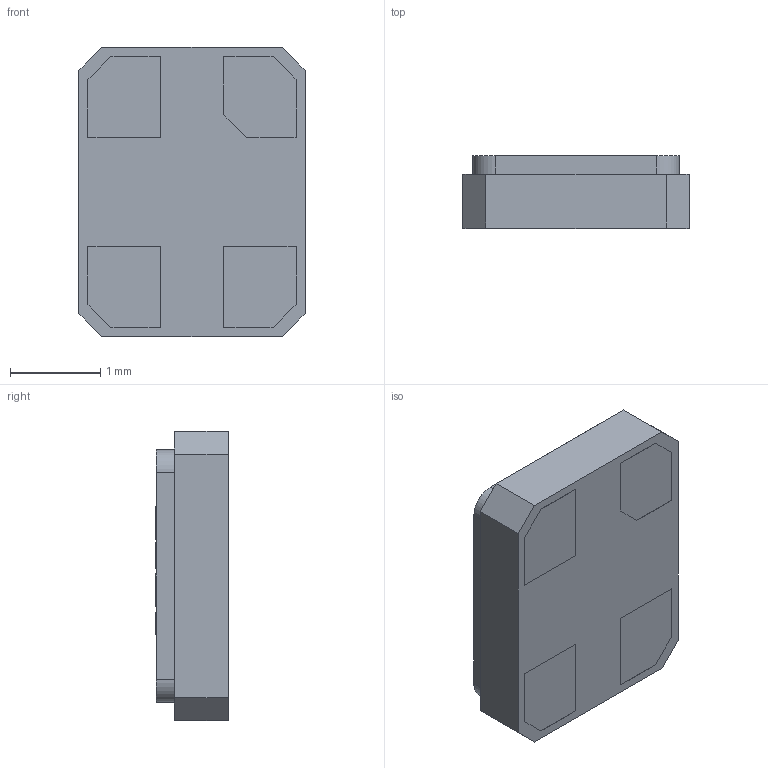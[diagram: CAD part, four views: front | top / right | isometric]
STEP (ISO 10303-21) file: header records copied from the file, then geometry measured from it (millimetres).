
FILE_DESCRIPTION (( 'STEP AP214' ), '1' );
FILE_NAME ('ABM8-156-20.000MHZ-T.STEP', '2021-11-13T05:32:53', ( '' ), ( '' ), 'SwSTEP 2.0', 'SolidWorks 2017', '' );
FILE_SCHEMA (( 'AUTOMOTIVE_DESIGN' ));
Length unit declared in the file: millimetre
Products named in the file (1): ABM8-156-20.000MHZ-T
Bounding box: 2.5 x 0.81 x 3.2 mm (x, y, z)
Volume: 6 mm3; surface area: 24.7 mm2
Topology: 5 solids, 5 shells, 115 faces, 279 edges, 179 vertices
Faces by surface type: plane 81, bspline 30, cylinder 4
Entity records: 6123 total; most frequent: CARTESIAN_POINT 2334, ORIENTED_EDGE 558, DIRECTION 399, EDGE_CURVE 279, LINE 211, VECTOR 211, VERTEX_POINT 179, EDGE_LOOP 130
